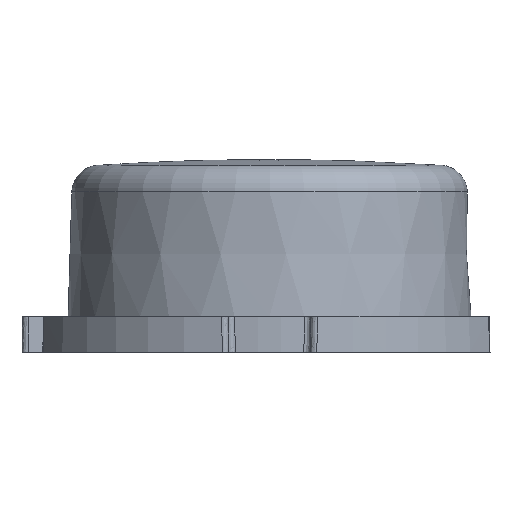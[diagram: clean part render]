
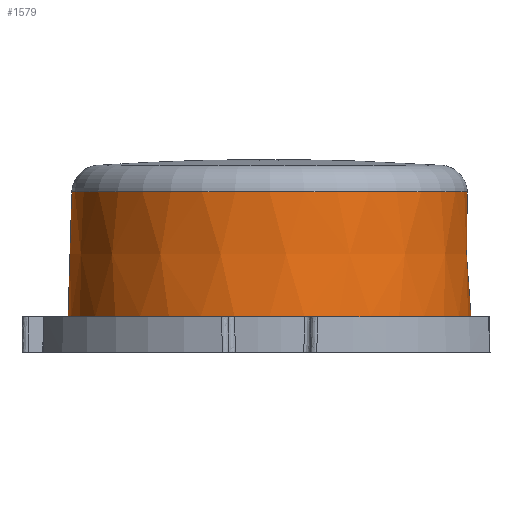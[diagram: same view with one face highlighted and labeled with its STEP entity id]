
A CAD part, front view. The second image highlights one B-rep face of the part: STEP entity #1579.
In plain terms, the highlighted conical face has half-angle 1.7 degrees and reference radius 3.675 mm.
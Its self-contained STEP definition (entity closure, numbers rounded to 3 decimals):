
#58=CONICAL_SURFACE('',#1730,3.675,0.03);
#105=LINE('',#3802,#162);
#162=VECTOR('',#2019,3.675);
#228=CIRCLE('',#1708,3.656);
#233=CIRCLE('',#1727,3.589);
#235=CIRCLE('',#1729,3.589);
#354=FACE_OUTER_BOUND('',#441,.T.);
#441=EDGE_LOOP('',(#1315,#1316,#1317,#1318,#1319));
#689=VERTEX_POINT('',#3496);
#693=VERTEX_POINT('',#3796);
#694=VERTEX_POINT('',#3797);
#890=EDGE_CURVE('',#689,#689,#228,.T.);
#915=EDGE_CURVE('',#693,#694,#233,.T.);
#917=EDGE_CURVE('',#694,#693,#235,.T.);
#918=EDGE_CURVE('',#693,#689,#105,.T.);
#1315=ORIENTED_EDGE('',*,*,#915,.F.);
#1316=ORIENTED_EDGE('',*,*,#918,.T.);
#1317=ORIENTED_EDGE('',*,*,#890,.F.);
#1318=ORIENTED_EDGE('',*,*,#918,.F.);
#1319=ORIENTED_EDGE('',*,*,#917,.F.);
#1579=ADVANCED_FACE('',(#354),#58,.T.);
#1708=AXIS2_PLACEMENT_3D('',#3497,#1972,#1973);
#1727=AXIS2_PLACEMENT_3D('',#3798,#2011,#2012);
#1729=AXIS2_PLACEMENT_3D('',#3800,#2015,#2016);
#1730=AXIS2_PLACEMENT_3D('',#3801,#2017,#2018);
#1972=DIRECTION('center_axis',(0.,0.,-1.));
#1973=DIRECTION('ref_axis',(1.,0.,0.));
#2011=DIRECTION('center_axis',(0.,0.,1.));
#2012=DIRECTION('ref_axis',(1.,0.,0.));
#2015=DIRECTION('center_axis',(0.,0.,1.));
#2016=DIRECTION('ref_axis',(1.,0.,0.));
#2017=DIRECTION('center_axis',(0.,0.,-1.));
#2018=DIRECTION('ref_axis',(1.,0.,0.));
#2019=DIRECTION('',(-0.03,0.,-1.));
#3496=CARTESIAN_POINT('',(-3.656,0.,0.65));
#3497=CARTESIAN_POINT('Origin',(0.,0.,0.65));
#3796=CARTESIAN_POINT('',(-3.589,0.,2.912));
#3797=CARTESIAN_POINT('',(3.589,0.,2.912));
#3798=CARTESIAN_POINT('Origin',(0.,0.,2.912));
#3800=CARTESIAN_POINT('Origin',(0.,0.,2.912));
#3801=CARTESIAN_POINT('Origin',(0.,0.,0.));
#3802=CARTESIAN_POINT('',(-3.675,0.,0.));
